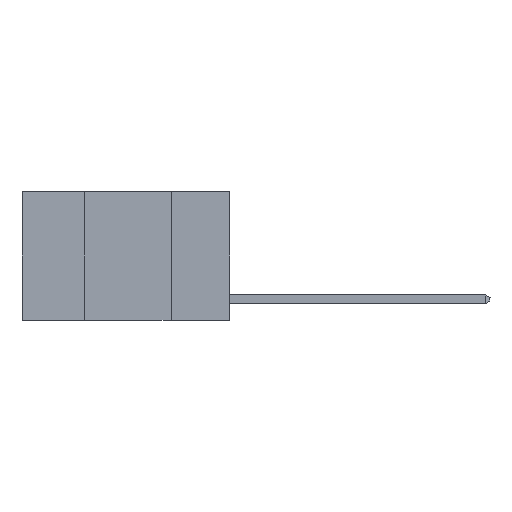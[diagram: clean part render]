
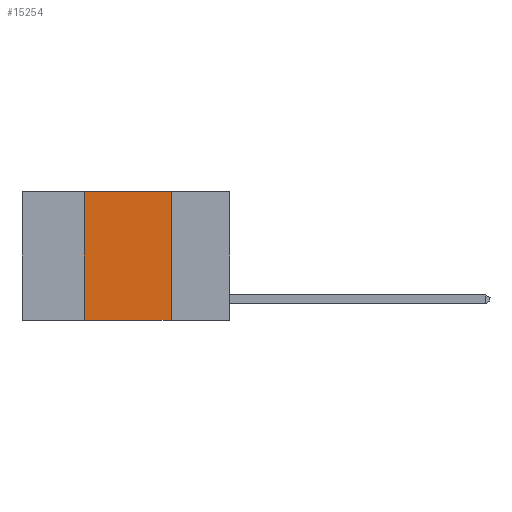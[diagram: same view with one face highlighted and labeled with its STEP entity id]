
A CAD part, left-side view. The second image highlights one B-rep face of the part: STEP entity #15254.
In plain terms, the highlighted planar face has unit normal (-1, 0, 0).
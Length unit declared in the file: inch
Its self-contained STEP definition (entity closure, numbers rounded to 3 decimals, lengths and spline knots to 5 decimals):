
#430 = LINE ( 'NONE', #23107, #8795 ) ;
#1529 = PLANE ( 'NONE',  #11211 ) ;
#1781 = CARTESIAN_POINT ( 'NONE',  ( 0., 0.42, -0.37 ) ) ;
#3387 = VECTOR ( 'NONE', #6766, 39.37008 ) ;
#5581 = CARTESIAN_POINT ( 'NONE',  ( 0., 0.6, 0. ) ) ;
#6119 = ORIENTED_EDGE ( 'NONE', *, *, #9376, .F. ) ;
#6207 = LINE ( 'NONE', #14077, #6665 ) ;
#6665 = VECTOR ( 'NONE', #8333, 39.37008 ) ;
#6766 = DIRECTION ( 'NONE',  ( 0., 0., 1. ) ) ;
#7919 = DIRECTION ( 'NONE',  ( 0., -1., 0. ) ) ;
#8333 = DIRECTION ( 'NONE',  ( 0., 0., -1. ) ) ;
#8795 = VECTOR ( 'NONE', #7919, 39.37008 ) ;
#8963 = LINE ( 'NONE', #5581, #11753 ) ;
#9196 = CARTESIAN_POINT ( 'NONE',  ( 0., 0.42, 0. ) ) ;
#9376 = EDGE_CURVE ( 'NONE', #13407, #14242, #8963, .T. ) ;
#9917 = ORIENTED_EDGE ( 'NONE', *, *, #21133, .F. ) ;
#10153 = ORIENTED_EDGE ( 'NONE', *, *, #14526, .T. ) ;
#10487 = CARTESIAN_POINT ( 'NONE',  ( 0., 0.6, 0. ) ) ;
#10524 = CARTESIAN_POINT ( 'NONE',  ( 0., 0.17, 0. ) ) ;
#10719 = DIRECTION ( 'NONE',  ( 1., 0., 0. ) ) ;
#11211 = AXIS2_PLACEMENT_3D ( 'NONE', #10487, #10719, #14392 ) ;
#11753 = VECTOR ( 'NONE', #16156, 39.37008 ) ;
#13407 = VERTEX_POINT ( 'NONE', #9196 ) ;
#14077 = CARTESIAN_POINT ( 'NONE',  ( 0., 0.17, 0. ) ) ;
#14242 = VERTEX_POINT ( 'NONE', #10524 ) ;
#14392 = DIRECTION ( 'NONE',  ( 0., 0., -1. ) ) ;
#14406 = VERTEX_POINT ( 'NONE', #1781 ) ;
#14526 = EDGE_CURVE ( 'NONE', #14406, #23992, #430, .T. ) ;
#14909 = EDGE_CURVE ( 'NONE', #14406, #13407, #16127, .T. ) ;
#15254 = ADVANCED_FACE ( 'NONE', ( #17839 ), #1529, .F. ) ;
#15581 = ORIENTED_EDGE ( 'NONE', *, *, #14909, .F. ) ;
#16127 = LINE ( 'NONE', #21695, #3387 ) ;
#16156 = DIRECTION ( 'NONE',  ( 0., -1., 0. ) ) ;
#17711 = EDGE_LOOP ( 'NONE', ( #9917, #6119, #15581, #10153 ) ) ;
#17839 = FACE_OUTER_BOUND ( 'NONE', #17711, .T. ) ;
#21133 = EDGE_CURVE ( 'NONE', #14242, #23992, #6207, .T. ) ;
#21580 = CARTESIAN_POINT ( 'NONE',  ( 0., 0.17, -0.37 ) ) ;
#21695 = CARTESIAN_POINT ( 'NONE',  ( 0., 0.42, 0. ) ) ;
#23107 = CARTESIAN_POINT ( 'NONE',  ( 0., 0.6, -0.37 ) ) ;
#23992 = VERTEX_POINT ( 'NONE', #21580 ) ;
